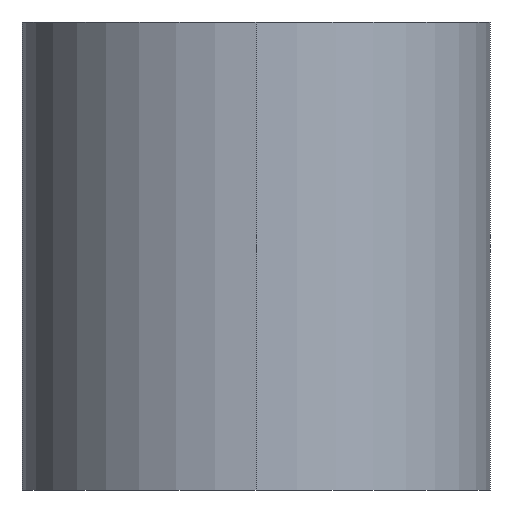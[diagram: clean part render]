
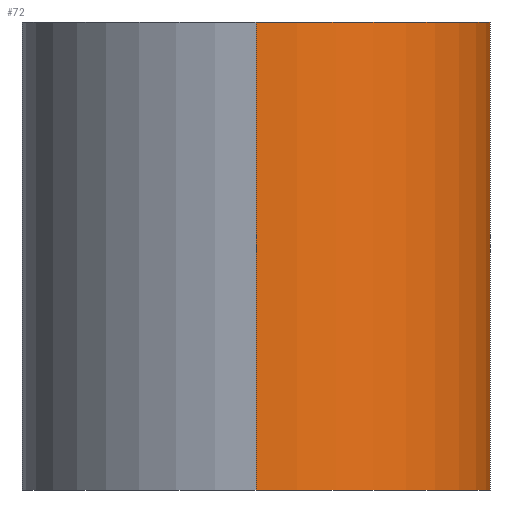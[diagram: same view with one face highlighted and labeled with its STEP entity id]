
A CAD part, left-side view. The second image highlights one B-rep face of the part: STEP entity #72.
In plain terms, the highlighted cylindrical face has radius 2 mm (diameter 4 mm), a partial arc.
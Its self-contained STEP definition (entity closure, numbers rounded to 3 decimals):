
#21 = EDGE_CURVE ( 'NONE', #211, #33, #109, .T. ) ;
#25 = DIRECTION ( 'NONE',  ( -1., 0., 0. ) ) ;
#28 = AXIS2_PLACEMENT_3D ( 'NONE', #251, #193, #174 ) ;
#33 = VERTEX_POINT ( 'NONE', #156 ) ;
#36 = CYLINDRICAL_SURFACE ( 'NONE', #52, 2. ) ;
#39 = AXIS2_PLACEMENT_3D ( 'NONE', #91, #41, #221 ) ;
#41 = DIRECTION ( 'NONE',  ( 0., 0., 1. ) ) ;
#51 = CIRCLE ( 'NONE', #39, 2. ) ;
#52 = AXIS2_PLACEMENT_3D ( 'NONE', #184, #275, #25 ) ;
#72 = ADVANCED_FACE ( 'NONE', ( #108 ), #36, .T. ) ;
#73 = CARTESIAN_POINT ( 'NONE',  ( -12.5, 0., 4. ) ) ;
#74 = ORIENTED_EDGE ( 'NONE', *, *, #21, .F. ) ;
#75 = CIRCLE ( 'NONE', #28, 2. ) ;
#91 = CARTESIAN_POINT ( 'NONE',  ( -10.5, 0., 4. ) ) ;
#96 = VERTEX_POINT ( 'NONE', #73 ) ;
#108 = FACE_OUTER_BOUND ( 'NONE', #195, .T. ) ;
#109 = LINE ( 'NONE', #118, #268 ) ;
#117 = EDGE_CURVE ( 'NONE', #96, #211, #51, .T. ) ;
#118 = CARTESIAN_POINT ( 'NONE',  ( -10.5, -2., 4. ) ) ;
#120 = CARTESIAN_POINT ( 'NONE',  ( -12.5, 0., 0. ) ) ;
#140 = DIRECTION ( 'NONE',  ( 0., 0., -1. ) ) ;
#146 = CARTESIAN_POINT ( 'NONE',  ( -10.5, -2., 4. ) ) ;
#153 = LINE ( 'NONE', #182, #162 ) ;
#154 = ORIENTED_EDGE ( 'NONE', *, *, #117, .F. ) ;
#156 = CARTESIAN_POINT ( 'NONE',  ( -10.5, -2., 0. ) ) ;
#159 = DIRECTION ( 'NONE',  ( 0., 0., -1. ) ) ;
#162 = VECTOR ( 'NONE', #140, 1000. ) ;
#166 = ORIENTED_EDGE ( 'NONE', *, *, #188, .T. ) ;
#174 = DIRECTION ( 'NONE',  ( -1., 0., 0. ) ) ;
#182 = CARTESIAN_POINT ( 'NONE',  ( -12.5, 0., 4. ) ) ;
#184 = CARTESIAN_POINT ( 'NONE',  ( -10.5, 0., 4. ) ) ;
#188 = EDGE_CURVE ( 'NONE', #96, #243, #153, .T. ) ;
#193 = DIRECTION ( 'NONE',  ( 0., 0., 1. ) ) ;
#195 = EDGE_LOOP ( 'NONE', ( #154, #166, #213, #74 ) ) ;
#211 = VERTEX_POINT ( 'NONE', #146 ) ;
#213 = ORIENTED_EDGE ( 'NONE', *, *, #214, .T. ) ;
#214 = EDGE_CURVE ( 'NONE', #243, #33, #75, .T. ) ;
#221 = DIRECTION ( 'NONE',  ( -1., 0., 0. ) ) ;
#243 = VERTEX_POINT ( 'NONE', #120 ) ;
#251 = CARTESIAN_POINT ( 'NONE',  ( -10.5, 0., 0. ) ) ;
#268 = VECTOR ( 'NONE', #159, 1000. ) ;
#275 = DIRECTION ( 'NONE',  ( 0., 0., -1. ) ) ;
